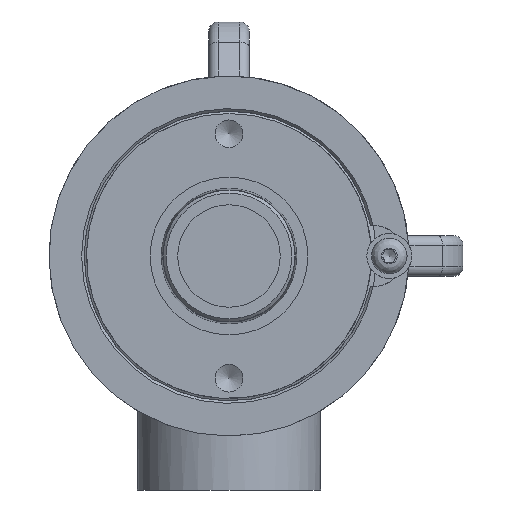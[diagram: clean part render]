
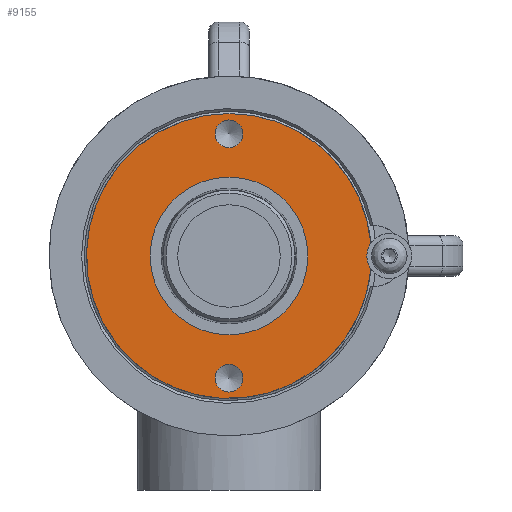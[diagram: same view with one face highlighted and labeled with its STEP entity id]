
A CAD part, left-side view. The second image highlights one B-rep face of the part: STEP entity #9155.
In plain terms, the highlighted planar face has unit normal (-1, 0, 0).
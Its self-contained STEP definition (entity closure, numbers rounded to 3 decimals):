
#84=FACE_BOUND('',#2184,.T.);
#85=FACE_BOUND('',#2185,.T.);
#86=FACE_BOUND('',#2186,.T.);
#1142=PLANE('',#9819);
#1609=FACE_OUTER_BOUND('',#2183,.T.);
#2183=EDGE_LOOP('',(#8223,#8224,#8225,#8226));
#2184=EDGE_LOOP('',(#8227));
#2185=EDGE_LOOP('',(#8228,#8229));
#2186=EDGE_LOOP('',(#8230,#8231));
#3525=CIRCLE('',#9809,7.);
#3527=CIRCLE('',#9811,7.);
#3533=CIRCLE('',#9820,44.45);
#3534=CIRCLE('',#9821,44.45);
#3535=CIRCLE('',#9822,24.6);
#3536=CIRCLE('',#9823,4.35);
#3537=CIRCLE('',#9824,4.35);
#3538=CIRCLE('',#9825,4.35);
#3539=CIRCLE('',#9826,4.35);
#4424=VERTEX_POINT('',#70650);
#4425=VERTEX_POINT('',#70654);
#4426=VERTEX_POINT('',#70656);
#4431=VERTEX_POINT('',#70673);
#4432=VERTEX_POINT('',#70676);
#4433=VERTEX_POINT('',#70678);
#4434=VERTEX_POINT('',#70679);
#4435=VERTEX_POINT('',#70682);
#4436=VERTEX_POINT('',#70683);
#5710=EDGE_CURVE('',#4426,#4425,#3525,.T.);
#5713=EDGE_CURVE('',#4424,#4426,#3527,.T.);
#5719=EDGE_CURVE('',#4425,#4431,#3533,.T.);
#5720=EDGE_CURVE('',#4431,#4424,#3534,.T.);
#5721=EDGE_CURVE('',#4432,#4432,#3535,.T.);
#5722=EDGE_CURVE('',#4433,#4434,#3536,.T.);
#5723=EDGE_CURVE('',#4434,#4433,#3537,.T.);
#5724=EDGE_CURVE('',#4435,#4436,#3538,.T.);
#5725=EDGE_CURVE('',#4436,#4435,#3539,.T.);
#8223=ORIENTED_EDGE('',*,*,#5713,.T.);
#8224=ORIENTED_EDGE('',*,*,#5710,.T.);
#8225=ORIENTED_EDGE('',*,*,#5719,.T.);
#8226=ORIENTED_EDGE('',*,*,#5720,.T.);
#8227=ORIENTED_EDGE('',*,*,#5721,.T.);
#8228=ORIENTED_EDGE('',*,*,#5722,.T.);
#8229=ORIENTED_EDGE('',*,*,#5723,.T.);
#8230=ORIENTED_EDGE('',*,*,#5724,.T.);
#8231=ORIENTED_EDGE('',*,*,#5725,.T.);
#9155=ADVANCED_FACE('',(#1609,#84,#85,#86),#1142,.T.);
#9809=AXIS2_PLACEMENT_3D('',#70657,#11537,#11538);
#9811=AXIS2_PLACEMENT_3D('',#70661,#11542,#11543);
#9819=AXIS2_PLACEMENT_3D('',#70672,#11558,#11559);
#9820=AXIS2_PLACEMENT_3D('',#70674,#11560,#11561);
#9821=AXIS2_PLACEMENT_3D('',#70675,#11562,#11563);
#9822=AXIS2_PLACEMENT_3D('',#70677,#11564,#11565);
#9823=AXIS2_PLACEMENT_3D('',#70680,#11566,#11567);
#9824=AXIS2_PLACEMENT_3D('',#70681,#11568,#11569);
#9825=AXIS2_PLACEMENT_3D('',#70684,#11570,#11571);
#9826=AXIS2_PLACEMENT_3D('',#70685,#11572,#11573);
#11537=DIRECTION('center_axis',(1.,0.,0.));
#11538=DIRECTION('ref_axis',(0.,-1.,0.));
#11542=DIRECTION('center_axis',(1.,0.,0.));
#11543=DIRECTION('ref_axis',(0.,-1.,0.));
#11558=DIRECTION('center_axis',(-1.,0.,0.));
#11559=DIRECTION('ref_axis',(0.,0.,-1.));
#11560=DIRECTION('center_axis',(-1.,0.,0.));
#11561=DIRECTION('ref_axis',(0.,0.,-1.));
#11562=DIRECTION('center_axis',(-1.,0.,0.));
#11563=DIRECTION('ref_axis',(0.,0.,-1.));
#11564=DIRECTION('center_axis',(1.,0.,0.));
#11565=DIRECTION('ref_axis',(0.,-1.,0.));
#11566=DIRECTION('center_axis',(1.,0.,0.));
#11567=DIRECTION('ref_axis',(0.,0.,-1.));
#11568=DIRECTION('center_axis',(1.,0.,0.));
#11569=DIRECTION('ref_axis',(0.,0.,-1.));
#11570=DIRECTION('center_axis',(1.,0.,0.));
#11571=DIRECTION('ref_axis',(0.,0.,-1.));
#11572=DIRECTION('center_axis',(1.,0.,0.));
#11573=DIRECTION('ref_axis',(0.,0.,-1.));
#70650=CARTESIAN_POINT('',(64.384,-44.268,-4.018));
#70654=CARTESIAN_POINT('',(64.384,-44.268,4.018));
#70656=CARTESIAN_POINT('',(64.384,-43.,0.));
#70657=CARTESIAN_POINT('Origin',(64.384,-50.,0.));
#70661=CARTESIAN_POINT('Origin',(64.384,-50.,0.));
#70672=CARTESIAN_POINT('Origin',(64.384,0.,0.));
#70673=CARTESIAN_POINT('',(64.384,0.,44.45));
#70674=CARTESIAN_POINT('Origin',(64.384,0.,0.));
#70675=CARTESIAN_POINT('Origin',(64.384,0.,0.));
#70676=CARTESIAN_POINT('',(64.384,24.6,0.));
#70677=CARTESIAN_POINT('Origin',(64.384,0.,0.));
#70678=CARTESIAN_POINT('',(64.384,0.,-42.45));
#70679=CARTESIAN_POINT('',(64.384,0.,-33.75));
#70680=CARTESIAN_POINT('Origin',(64.384,0.,-38.1));
#70681=CARTESIAN_POINT('Origin',(64.384,0.,-38.1));
#70682=CARTESIAN_POINT('',(64.384,0.,33.75));
#70683=CARTESIAN_POINT('',(64.384,0.,42.45));
#70684=CARTESIAN_POINT('Origin',(64.384,0.,38.1));
#70685=CARTESIAN_POINT('Origin',(64.384,0.,38.1));
